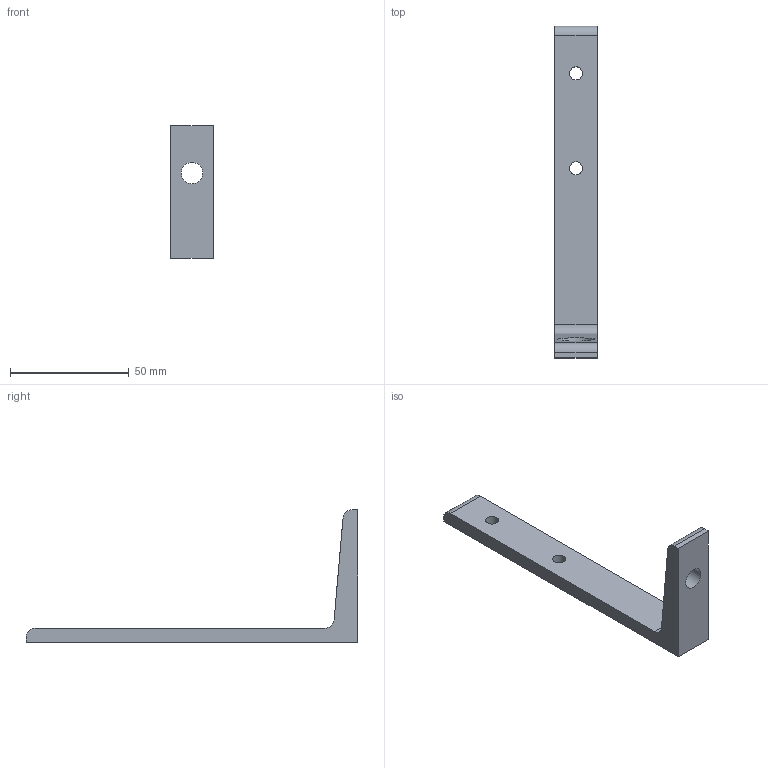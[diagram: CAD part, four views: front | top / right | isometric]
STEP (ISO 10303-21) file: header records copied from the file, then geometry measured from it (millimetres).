
FILE_DESCRIPTION(/* description */ ('STEP AP214'),/* implementation_level */ '2;1');
FILE_NAME(/* name */ '093BA14020',/* time_stamp */ '2022-07-08T15:00:23+02:00',/* author */ ('License CC BY-ND 4.0'),/* organization */ ('CADENAS'),/* preprocessor_version */ 'ST-DEVELOPER v18.102',/* originating_system */ 'PARTsolutions',/* authorisation */ ' ');
FILE_SCHEMA (('AUTOMOTIVE_DESIGN {1 0 10303 214 3 1 1}'));
Length unit declared in the file: millimetre
Products named in the file (1): 093BA14020
Bounding box: 18 x 140 x 56 mm (x, y, z)
Volume: 21545.5 mm3; surface area: 9611.3 mm2
Topology: 1 solids, 1 shells, 16 faces, 43 edges, 30 vertices
Faces by surface type: plane 9, cylinder 7
Full cylindrical faces by diameter (mm): 5.5 x2, 9 x1, 16 x1
Entity records: 499 total; most frequent: DIRECTION 83, CARTESIAN_POINT 78, ORIENTED_EDGE 70, EDGE_CURVE 35, AXIS2_PLACEMENT_3D 31, EDGE_LOOP 27, FACE_BOUND 27, VERTEX_POINT 26
